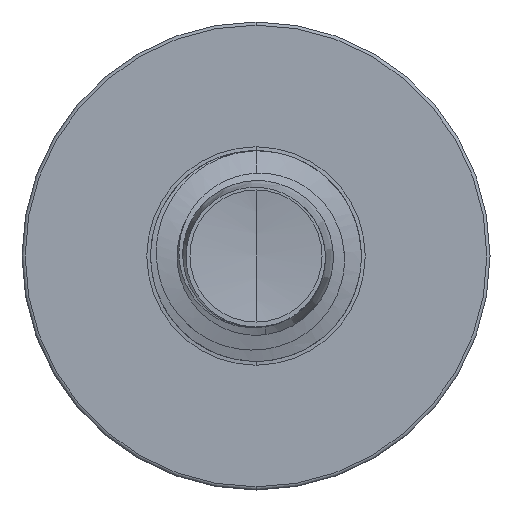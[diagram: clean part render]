
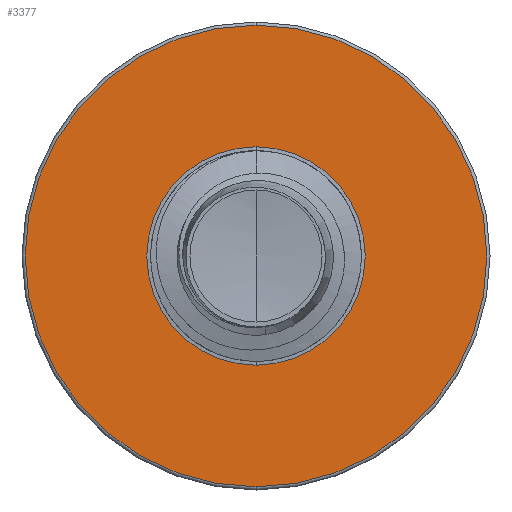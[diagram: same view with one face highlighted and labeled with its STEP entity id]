
A CAD part, front view. The second image highlights one B-rep face of the part: STEP entity #3377.
In plain terms, the highlighted planar face has unit normal (0, -1, 0).
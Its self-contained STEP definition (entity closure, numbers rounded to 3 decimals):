
#70 = VERTEX_POINT ( 'NONE', #6150 ) ;
#142 = CARTESIAN_POINT ( 'NONE',  ( 0., 3., -0.933 ) ) ;
#236 = DIRECTION ( 'NONE',  ( 0., 0., 1. ) ) ;
#252 = DIRECTION ( 'NONE',  ( 0., 1., 0. ) ) ;
#287 = CARTESIAN_POINT ( 'NONE',  ( 0., 3., -0.933 ) ) ;
#602 = DIRECTION ( 'NONE',  ( 0., 0., 1. ) ) ;
#781 = PLANE ( 'NONE',  #3688 ) ;
#1119 = CIRCLE ( 'NONE', #5289, 0.933 ) ;
#1340 = AXIS2_PLACEMENT_3D ( 'NONE', #10378, #4236, #11110 ) ;
#1426 = AXIS2_PLACEMENT_3D ( 'NONE', #12743, #7677, #602 ) ;
#1737 = CIRCLE ( 'NONE', #1340, 1.973 ) ;
#3201 = FACE_BOUND ( 'NONE', #12857, .T. ) ;
#3377 = ADVANCED_FACE ( 'NONE', ( #11572, #3201 ), #781, .F. ) ;
#3688 = AXIS2_PLACEMENT_3D ( 'NONE', #287, #252, #236 ) ;
#4013 = VERTEX_POINT ( 'NONE', #6428 ) ;
#4236 = DIRECTION ( 'NONE',  ( 0., 1., 0. ) ) ;
#5289 = AXIS2_PLACEMENT_3D ( 'NONE', #6848, #12881, #7822 ) ;
#5377 = ORIENTED_EDGE ( 'NONE', *, *, #9088, .F. ) ;
#5706 = CARTESIAN_POINT ( 'NONE',  ( 0., 3., 0. ) ) ;
#5886 = VERTEX_POINT ( 'NONE', #9824 ) ;
#6150 = CARTESIAN_POINT ( 'NONE',  ( 0., 3., 0.933 ) ) ;
#6428 = CARTESIAN_POINT ( 'NONE',  ( 0., 3., -1.973 ) ) ;
#6825 = DIRECTION ( 'NONE',  ( 0., 0., 1. ) ) ;
#6848 = CARTESIAN_POINT ( 'NONE',  ( 0., 3., 0. ) ) ;
#7677 = DIRECTION ( 'NONE',  ( 0., 1., 0. ) ) ;
#7822 = DIRECTION ( 'NONE',  ( 0., 0., 1. ) ) ;
#8269 = CIRCLE ( 'NONE', #12720, 1.973 ) ;
#9088 = EDGE_CURVE ( 'NONE', #5886, #4013, #1737, .T. ) ;
#9136 = ORIENTED_EDGE ( 'NONE', *, *, #11265, .T. ) ;
#9824 = CARTESIAN_POINT ( 'NONE',  ( 0., 3., 1.973 ) ) ;
#10378 = CARTESIAN_POINT ( 'NONE',  ( 0., 3., 0. ) ) ;
#10486 = EDGE_LOOP ( 'NONE', ( #5377, #12864 ) ) ;
#10770 = EDGE_CURVE ( 'NONE', #70, #11107, #1119, .T. ) ;
#11015 = ORIENTED_EDGE ( 'NONE', *, *, #10770, .T. ) ;
#11107 = VERTEX_POINT ( 'NONE', #142 ) ;
#11110 = DIRECTION ( 'NONE',  ( 0., 0., 1. ) ) ;
#11265 = EDGE_CURVE ( 'NONE', #11107, #70, #12515, .T. ) ;
#11572 = FACE_OUTER_BOUND ( 'NONE', #10486, .T. ) ;
#11692 = EDGE_CURVE ( 'NONE', #4013, #5886, #8269, .T. ) ;
#12000 = DIRECTION ( 'NONE',  ( 0., 1., 0. ) ) ;
#12515 = CIRCLE ( 'NONE', #1426, 0.933 ) ;
#12720 = AXIS2_PLACEMENT_3D ( 'NONE', #5706, #12000, #6825 ) ;
#12743 = CARTESIAN_POINT ( 'NONE',  ( 0., 3., 0. ) ) ;
#12857 = EDGE_LOOP ( 'NONE', ( #11015, #9136 ) ) ;
#12864 = ORIENTED_EDGE ( 'NONE', *, *, #11692, .F. ) ;
#12881 = DIRECTION ( 'NONE',  ( 0., 1., 0. ) ) ;
